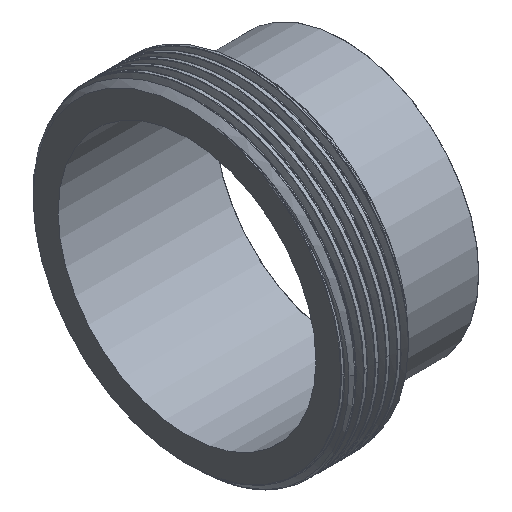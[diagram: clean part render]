
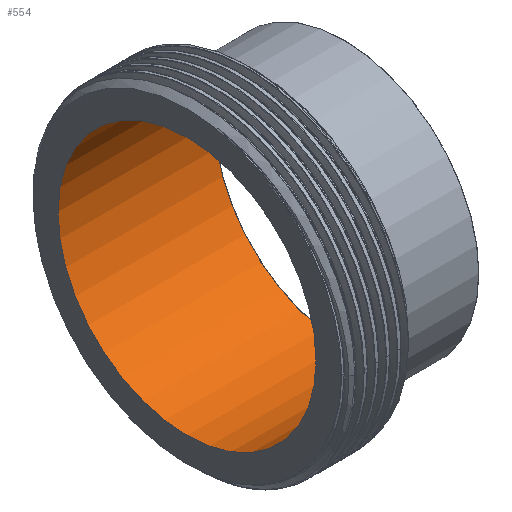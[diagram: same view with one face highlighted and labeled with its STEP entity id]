
A CAD part, isometric view. The second image highlights one B-rep face of the part: STEP entity #554.
In plain terms, the highlighted cylindrical face has radius 36.449 mm (diameter 72.898 mm), a full revolution.
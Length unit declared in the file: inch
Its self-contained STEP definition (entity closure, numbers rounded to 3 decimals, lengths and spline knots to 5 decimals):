
#45=CYLINDRICAL_SURFACE('',#624,1.435);
#74=FACE_OUTER_BOUND('',#108,.T.);
#108=EDGE_LOOP('',(#506,#507,#508,#509,#510));
#175=CIRCLE('',#621,1.435);
#176=CIRCLE('',#622,1.435);
#178=CIRCLE('',#625,1.435);
#196=LINE('',#8299,#214);
#214=VECTOR('',#737,1.435);
#267=VERTEX_POINT('',#8292);
#268=VERTEX_POINT('',#8293);
#269=VERTEX_POINT('',#8298);
#348=EDGE_CURVE('',#267,#268,#175,.T.);
#349=EDGE_CURVE('',#268,#267,#176,.T.);
#351=EDGE_CURVE('',#268,#269,#196,.T.);
#352=EDGE_CURVE('',#269,#269,#178,.T.);
#506=ORIENTED_EDGE('',*,*,#348,.F.);
#507=ORIENTED_EDGE('',*,*,#349,.F.);
#508=ORIENTED_EDGE('',*,*,#351,.T.);
#509=ORIENTED_EDGE('',*,*,#352,.F.);
#510=ORIENTED_EDGE('',*,*,#351,.F.);
#554=ADVANCED_FACE('',(#74),#45,.F.);
#621=AXIS2_PLACEMENT_3D('',#8294,#729,#730);
#622=AXIS2_PLACEMENT_3D('',#8295,#731,#732);
#624=AXIS2_PLACEMENT_3D('',#8297,#735,#736);
#625=AXIS2_PLACEMENT_3D('',#8300,#738,#739);
#729=DIRECTION('center_axis',(-1.,0.,0.));
#730=DIRECTION('ref_axis',(0.,-1.,0.));
#731=DIRECTION('center_axis',(-1.,0.,0.));
#732=DIRECTION('ref_axis',(0.,-1.,0.));
#735=DIRECTION('center_axis',(1.,0.,0.));
#736=DIRECTION('ref_axis',(0.,1.,0.));
#737=DIRECTION('',(-1.,0.,0.));
#738=DIRECTION('center_axis',(1.,0.,0.));
#739=DIRECTION('ref_axis',(0.,1.,0.));
#8292=CARTESIAN_POINT('',(1.745,0.,1.435));
#8293=CARTESIAN_POINT('',(1.745,-1.435,0.));
#8294=CARTESIAN_POINT('Origin',(1.745,0.,0.));
#8295=CARTESIAN_POINT('Origin',(1.745,0.,0.));
#8297=CARTESIAN_POINT('Origin',(0.875,0.,
0.));
#8298=CARTESIAN_POINT('',(0.,-1.435,0.));
#8299=CARTESIAN_POINT('',(0.875,-1.435,0.));
#8300=CARTESIAN_POINT('Origin',(0.,0.,
0.));
